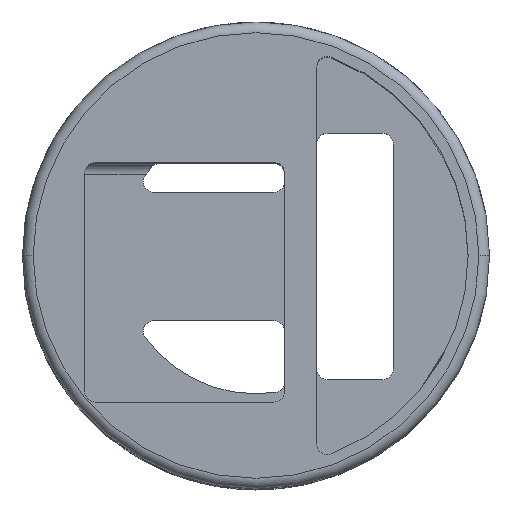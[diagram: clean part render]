
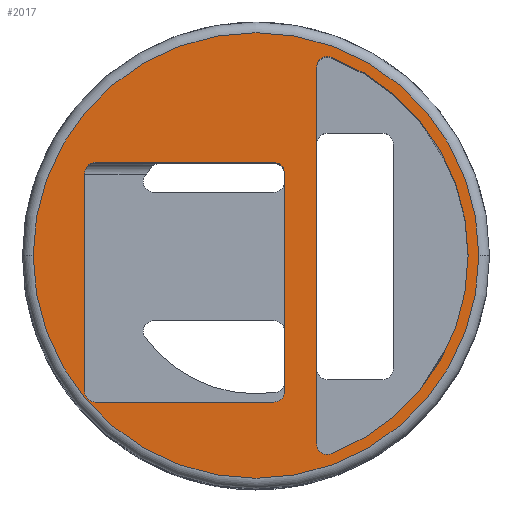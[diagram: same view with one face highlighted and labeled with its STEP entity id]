
A CAD part, top view. The second image highlights one B-rep face of the part: STEP entity #2017.
In plain terms, the highlighted planar face has unit normal (0, 0, 1).
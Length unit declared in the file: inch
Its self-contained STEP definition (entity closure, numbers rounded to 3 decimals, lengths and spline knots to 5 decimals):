
#38 = CARTESIAN_POINT ( 'NONE',  ( 0., 0., 1.6875 ) ) ;
#63 = CARTESIAN_POINT ( 'NONE',  ( 1.24, 0., 1.6875 ) ) ;
#65 = CARTESIAN_POINT ( 'NONE',  ( 0.16727, 0.73179, 1.6875 ) ) ;
#118 = CARTESIAN_POINT ( 'NONE',  ( 0.10477, -0.85679, 1.6875 ) ) ;
#137 = VERTEX_POINT ( 'NONE', #3327 ) ;
#144 = CIRCLE ( 'NONE', #1973, 1.3025 ) ;
#196 = EDGE_CURVE ( 'NONE', #1685, #482, #4368, .T. ) ;
#208 = ORIENTED_EDGE ( 'NONE', *, *, #4462, .F. ) ;
#298 = AXIS2_PLACEMENT_3D ( 'NONE', #38, #2519, #723 ) ;
#299 = ORIENTED_EDGE ( 'NONE', *, *, #2838, .F. ) ;
#361 = DIRECTION ( 'NONE',  ( 1., 0., 0. ) ) ;
#366 = CARTESIAN_POINT ( 'NONE',  ( -1.3025, 0., 1.6875 ) ) ;
#430 = CARTESIAN_POINT ( 'NONE',  ( 0.16727, -0.79429, 1.6875 ) ) ;
#482 = VERTEX_POINT ( 'NONE', #3617 ) ;
#561 = AXIS2_PLACEMENT_3D ( 'NONE', #3018, #4415, #4437 ) ;
#575 = DIRECTION ( 'NONE',  ( 0., 0., 1. ) ) ;
#582 = ORIENTED_EDGE ( 'NONE', *, *, #3365, .T. ) ;
#624 = DIRECTION ( 'NONE',  ( -1., 0., 0. ) ) ;
#636 = VERTEX_POINT ( 'NONE', #3699 ) ;
#671 = FACE_BOUND ( 'NONE', #4119, .T. ) ;
#689 = ORIENTED_EDGE ( 'NONE', *, *, #3048, .T. ) ;
#723 = DIRECTION ( 'NONE',  ( 1., 0., 0. ) ) ;
#729 = DIRECTION ( 'NONE',  ( 0., 0., 1. ) ) ;
#742 = CARTESIAN_POINT ( 'NONE',  ( -1.00104, 0.48179, 1.6875 ) ) ;
#981 = VECTOR ( 'NONE', #3691, 39.37008 ) ;
#986 = FACE_BOUND ( 'NONE', #3870, .T. ) ;
#1011 = DIRECTION ( 'NONE',  ( 1., 0., 0. ) ) ;
#1024 = ORIENTED_EDGE ( 'NONE', *, *, #196, .F. ) ;
#1222 = CARTESIAN_POINT ( 'NONE',  ( -0.93854, -0.79429, 1.6875 ) ) ;
#1319 = CARTESIAN_POINT ( 'NONE',  ( 0.10477, 0.48179, 1.6875 ) ) ;
#1335 = VERTEX_POINT ( 'NONE', #4007 ) ;
#1338 = CARTESIAN_POINT ( 'NONE',  ( 1.3025, 0., 1.6875 ) ) ;
#1417 = EDGE_CURVE ( 'NONE', #3792, #3565, #144, .T. ) ;
#1420 = DIRECTION ( 'NONE',  ( 1., 0., 0. ) ) ;
#1430 = LINE ( 'NONE', #1776, #2714 ) ;
#1489 = CARTESIAN_POINT ( 'NONE',  ( 0.35477, 1.31809, 1.6875 ) ) ;
#1496 = ORIENTED_EDGE ( 'NONE', *, *, #3656, .F. ) ;
#1508 = CARTESIAN_POINT ( 'NONE',  ( -1.00104, -0.79429, 1.6875 ) ) ;
#1516 = VECTOR ( 'NONE', #3575, 39.37008 ) ;
#1532 = DIRECTION ( 'NONE',  ( 1., 0., 0. ) ) ;
#1539 = CARTESIAN_POINT ( 'NONE',  ( 0., -0.85679, 1.6875 ) ) ;
#1545 = CIRCLE ( 'NONE', #2344, 0.0625 ) ;
#1566 = EDGE_CURVE ( 'NONE', #636, #2150, #2041, .T. ) ;
#1625 = VERTEX_POINT ( 'NONE', #1508 ) ;
#1665 = CARTESIAN_POINT ( 'NONE',  ( 0.16727, 0.48179, 1.6875 ) ) ;
#1668 = ORIENTED_EDGE ( 'NONE', *, *, #2497, .T. ) ;
#1685 = VERTEX_POINT ( 'NONE', #63 ) ;
#1733 = CARTESIAN_POINT ( 'NONE',  ( 0.41727, -1.10109, 1.6875 ) ) ;
#1776 = CARTESIAN_POINT ( 'NONE',  ( -1.00104, 0.73179, 1.6875 ) ) ;
#1865 = AXIS2_PLACEMENT_3D ( 'NONE', #1222, #2664, #1011 ) ;
#1873 = DIRECTION ( 'NONE',  ( 0., 1., 0. ) ) ;
#1893 = EDGE_CURVE ( 'NONE', #4430, #1625, #3693, .T. ) ;
#1900 = EDGE_CURVE ( 'NONE', #137, #2939, #3104, .T. ) ;
#1973 = AXIS2_PLACEMENT_3D ( 'NONE', #3323, #3703, #1532 ) ;
#1979 = CARTESIAN_POINT ( 'NONE',  ( 0., 0.54429, 1.6875 ) ) ;
#2017 = ADVANCED_FACE ( 'NONE', ( #4127, #671, #986 ), #3129, .T. ) ;
#2022 = DIRECTION ( 'NONE',  ( 0., -1., 0. ) ) ;
#2029 = CARTESIAN_POINT ( 'NONE',  ( 0.41727, 1.10109, 1.6875 ) ) ;
#2041 = CIRCLE ( 'NONE', #4018, 0.0625 ) ;
#2056 = CIRCLE ( 'NONE', #3526, 0.0625 ) ;
#2058 = CIRCLE ( 'NONE', #3964, 1.3025 ) ;
#2063 = EDGE_LOOP ( 'NONE', ( #2919, #3205 ) ) ;
#2101 = CARTESIAN_POINT ( 'NONE',  ( -0.93854, 0.48179, 1.6875 ) ) ;
#2137 = VECTOR ( 'NONE', #1873, 39.37008 ) ;
#2150 = VERTEX_POINT ( 'NONE', #2831 ) ;
#2177 = LINE ( 'NONE', #1489, #1516 ) ;
#2247 = EDGE_CURVE ( 'NONE', #1335, #482, #2056, .T. ) ;
#2343 = DIRECTION ( 'NONE',  ( 1., 0., 0. ) ) ;
#2344 = AXIS2_PLACEMENT_3D ( 'NONE', #2101, #4232, #361 ) ;
#2378 = VECTOR ( 'NONE', #624, 39.37008 ) ;
#2455 = AXIS2_PLACEMENT_3D ( 'NONE', #3447, #575, #2343 ) ;
#2497 = EDGE_CURVE ( 'NONE', #4354, #2939, #1545, .T. ) ;
#2498 = LINE ( 'NONE', #65, #2137 ) ;
#2519 = DIRECTION ( 'NONE',  ( 0., 0., 1. ) ) ;
#2626 = DIRECTION ( 'NONE',  ( 1., 0., 0. ) ) ;
#2664 = DIRECTION ( 'NONE',  ( 0., 0., -1. ) ) ;
#2714 = VECTOR ( 'NONE', #2022, 39.37008 ) ;
#2737 = ORIENTED_EDGE ( 'NONE', *, *, #3931, .F. ) ;
#2739 = DIRECTION ( 'NONE',  ( 0., 0., -1. ) ) ;
#2790 = DIRECTION ( 'NONE',  ( 1., 0., 0. ) ) ;
#2831 = CARTESIAN_POINT ( 'NONE',  ( 0.35477, -1.10109, 1.6875 ) ) ;
#2838 = EDGE_CURVE ( 'NONE', #4354, #1625, #1430, .T. ) ;
#2910 = DIRECTION ( 'NONE',  ( 1., 0., 0. ) ) ;
#2919 = ORIENTED_EDGE ( 'NONE', *, *, #1417, .T. ) ;
#2920 = LINE ( 'NONE', #1539, #981 ) ;
#2939 = VERTEX_POINT ( 'NONE', #4050 ) ;
#3018 = CARTESIAN_POINT ( 'NONE',  ( 0.10477, -0.79429, 1.6875 ) ) ;
#3048 = EDGE_CURVE ( 'NONE', #2150, #1335, #2177, .T. ) ;
#3084 = DIRECTION ( 'NONE',  ( 0., 0., -1. ) ) ;
#3088 = ORIENTED_EDGE ( 'NONE', *, *, #3579, .T. ) ;
#3093 = CARTESIAN_POINT ( 'NONE',  ( 0., 0., 1.6875 ) ) ;
#3104 = LINE ( 'NONE', #1979, #2378 ) ;
#3129 = PLANE ( 'NONE',  #2455 ) ;
#3137 = DIRECTION ( 'NONE',  ( 0., 0., -1. ) ) ;
#3195 = AXIS2_PLACEMENT_3D ( 'NONE', #3093, #3776, #1420 ) ;
#3205 = ORIENTED_EDGE ( 'NONE', *, *, #3700, .T. ) ;
#3215 = ORIENTED_EDGE ( 'NONE', *, *, #2247, .T. ) ;
#3323 = CARTESIAN_POINT ( 'NONE',  ( 0., 0., 1.6875 ) ) ;
#3327 = CARTESIAN_POINT ( 'NONE',  ( 0.10477, 0.54429, 1.6875 ) ) ;
#3365 = EDGE_CURVE ( 'NONE', #3606, #3411, #3642, .T. ) ;
#3411 = VERTEX_POINT ( 'NONE', #118 ) ;
#3447 = CARTESIAN_POINT ( 'NONE',  ( 0., 0., 1.6875 ) ) ;
#3526 = AXIS2_PLACEMENT_3D ( 'NONE', #2029, #3084, #2626 ) ;
#3546 = VERTEX_POINT ( 'NONE', #1665 ) ;
#3565 = VERTEX_POINT ( 'NONE', #366 ) ;
#3575 = DIRECTION ( 'NONE',  ( 0., 1., 0. ) ) ;
#3579 = EDGE_CURVE ( 'NONE', #137, #3546, #4329, .T. ) ;
#3606 = VERTEX_POINT ( 'NONE', #430 ) ;
#3617 = CARTESIAN_POINT ( 'NONE',  ( 0.43941, 1.15953, 1.6875 ) ) ;
#3642 = CIRCLE ( 'NONE', #561, 0.0625 ) ;
#3656 = EDGE_CURVE ( 'NONE', #3606, #3546, #2498, .T. ) ;
#3691 = DIRECTION ( 'NONE',  ( 1., 0., 0. ) ) ;
#3693 = CIRCLE ( 'NONE', #1865, 0.0625 ) ;
#3699 = CARTESIAN_POINT ( 'NONE',  ( 0.43941, -1.15953, 1.6875 ) ) ;
#3700 = EDGE_CURVE ( 'NONE', #3565, #3792, #2058, .T. ) ;
#3703 = DIRECTION ( 'NONE',  ( 0., 0., 1. ) ) ;
#3734 = ORIENTED_EDGE ( 'NONE', *, *, #1566, .T. ) ;
#3776 = DIRECTION ( 'NONE',  ( 0., 0., 1. ) ) ;
#3792 = VERTEX_POINT ( 'NONE', #1338 ) ;
#3847 = DIRECTION ( 'NONE',  ( 1., 0., 0. ) ) ;
#3870 = EDGE_LOOP ( 'NONE', ( #2737, #3734, #689, #3215, #1024 ) ) ;
#3931 = EDGE_CURVE ( 'NONE', #636, #1685, #4256, .T. ) ;
#3964 = AXIS2_PLACEMENT_3D ( 'NONE', #4325, #729, #2910 ) ;
#4007 = CARTESIAN_POINT ( 'NONE',  ( 0.35477, 1.10109, 1.6875 ) ) ;
#4018 = AXIS2_PLACEMENT_3D ( 'NONE', #1733, #3137, #2790 ) ;
#4036 = CARTESIAN_POINT ( 'NONE',  ( -0.93854, -0.85679, 1.6875 ) ) ;
#4050 = CARTESIAN_POINT ( 'NONE',  ( -0.93854, 0.54429, 1.6875 ) ) ;
#4119 = EDGE_LOOP ( 'NONE', ( #299, #1668, #4452, #3088, #1496, #582, #208, #4332 ) ) ;
#4127 = FACE_OUTER_BOUND ( 'NONE', #2063, .T. ) ;
#4182 = AXIS2_PLACEMENT_3D ( 'NONE', #1319, #2739, #3847 ) ;
#4232 = DIRECTION ( 'NONE',  ( 0., 0., -1. ) ) ;
#4256 = CIRCLE ( 'NONE', #298, 1.24 ) ;
#4325 = CARTESIAN_POINT ( 'NONE',  ( 0., 0., 1.6875 ) ) ;
#4329 = CIRCLE ( 'NONE', #4182, 0.0625 ) ;
#4332 = ORIENTED_EDGE ( 'NONE', *, *, #1893, .T. ) ;
#4354 = VERTEX_POINT ( 'NONE', #742 ) ;
#4368 = CIRCLE ( 'NONE', #3195, 1.24 ) ;
#4415 = DIRECTION ( 'NONE',  ( 0., 0., -1. ) ) ;
#4430 = VERTEX_POINT ( 'NONE', #4036 ) ;
#4437 = DIRECTION ( 'NONE',  ( 1., 0., 0. ) ) ;
#4452 = ORIENTED_EDGE ( 'NONE', *, *, #1900, .F. ) ;
#4462 = EDGE_CURVE ( 'NONE', #4430, #3411, #2920, .T. ) ;
